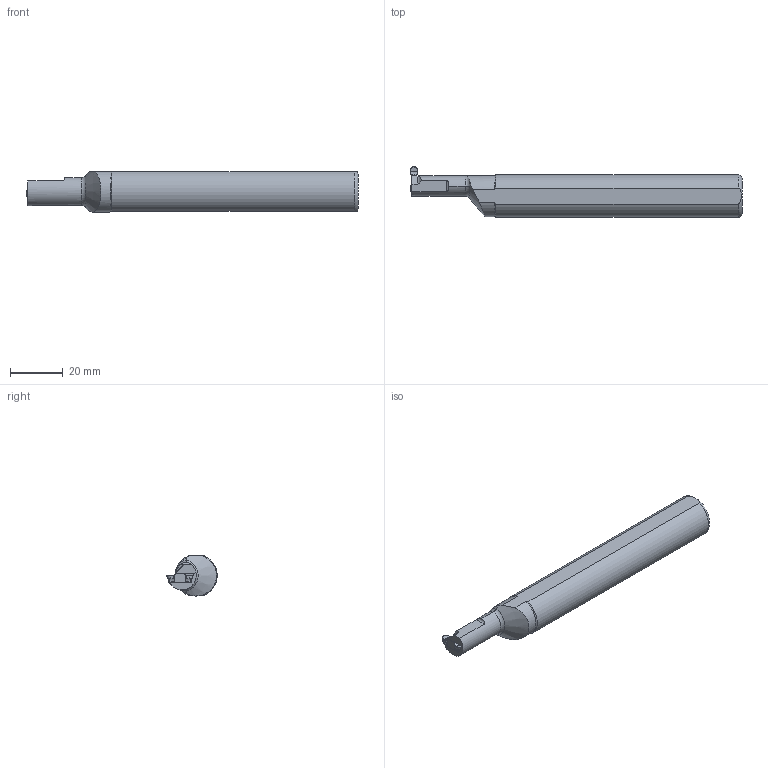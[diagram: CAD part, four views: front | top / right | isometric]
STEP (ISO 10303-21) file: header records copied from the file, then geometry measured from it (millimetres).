
FILE_DESCRIPTION(/* description */ (''),/* implementation_level */ '2;1');
FILE_NAME(/* name */ 'model1_1.stp',/* time_stamp */ '2023-10-11T23:24:53+03:00',/* author */ (''),/* organization */ (''),/* preprocessor_version */ 'ST-DEVELOPER v19.4',/* originating_system */ 'SIEMENS PLM Software NX2306.3001',/* authorisation */ '');
FILE_SCHEMA (('AUTOMOTIVE_DESIGN { 1 0 10303 214 3 1 1 1 }'));
Length unit declared in the file: millimetre
Products named in the file (1): model1_TASA11DCF771dgp6
Bounding box: 125.5 x 19.1 x 15.15 mm (x, y, z)
Volume: 21099.4 mm3; surface area: 6145 mm2
Topology: 2 solids, 2 shells, 80 faces, 225 edges, 149 vertices
Faces by surface type: plane 39, bspline 16, cylinder 12, cone 5, extrusion 4, torus 4
Entity records: 4140 total; most frequent: CARTESIAN_POINT 1749, ORIENTED_EDGE 438, DIRECTION 274, EDGE_CURVE 219, VERTEX_POINT 147, VECTOR 98, B_SPLINE_CURVE_WITH_KNOTS 98, LINE 94
